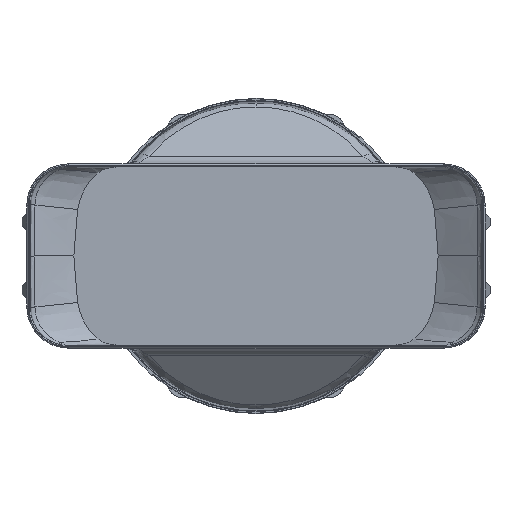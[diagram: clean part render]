
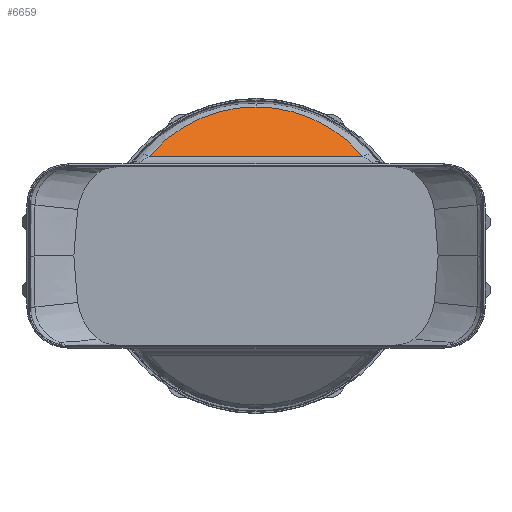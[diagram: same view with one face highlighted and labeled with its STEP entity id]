
A CAD part, left-side view. The second image highlights one B-rep face of the part: STEP entity #6659.
In plain terms, the highlighted planar face has unit normal (-0.779, 0, 0.627).
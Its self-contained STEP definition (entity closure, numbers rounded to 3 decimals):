
#6631=AXIS2_PLACEMENT_3D('Plane Axis2P3D',#6628,#6629,#6630) ;
#465=CARTESIAN_POINT('Line Origine',(2.971,3.607,48.39)) ;
#469=CARTESIAN_POINT('Vertex',(2.971,51.835,48.39)) ;
#471=CARTESIAN_POINT('Vertex',(2.971,-51.835,48.39)) ;
#630=CARTESIAN_POINT('Vertex',(22.198,0.,72.27)) ;
#675=CARTESIAN_POINT('Control Point',(2.971,51.835,48.39)) ;
#676=CARTESIAN_POINT('Control Point',(4.303,50.421,50.044)) ;
#677=CARTESIAN_POINT('Control Point',(6.884,47.406,53.25)) ;
#678=CARTESIAN_POINT('Control Point',(11.275,41.167,58.704)) ;
#679=CARTESIAN_POINT('Control Point',(15.793,32.702,64.315)) ;
#680=CARTESIAN_POINT('Control Point',(19.049,23.403,68.359)) ;
#681=CARTESIAN_POINT('Control Point',(20.842,15.475,70.586)) ;
#682=CARTESIAN_POINT('Control Point',(21.753,9.376,71.718)) ;
#683=CARTESIAN_POINT('Control Point',(22.14,4.185,72.197)) ;
#684=CARTESIAN_POINT('Control Point',(22.198,1.051,72.27)) ;
#685=CARTESIAN_POINT('Control Point',(22.198,0.,72.27)) ;
#6628=CARTESIAN_POINT('Axis2P3D Location',(0.,0.,44.7)) ;
#6635=CARTESIAN_POINT('Control Point',(2.971,-51.835,48.39)) ;
#6636=CARTESIAN_POINT('Control Point',(4.564,-50.144,50.369)) ;
#6637=CARTESIAN_POINT('Control Point',(6.109,-48.34,52.287)) ;
#6638=CARTESIAN_POINT('Control Point',(7.599,-46.424,54.138)) ;
#6639=CARTESIAN_POINT('Control Point',(10.175,-42.767,57.337)) ;
#6640=CARTESIAN_POINT('Control Point',(12.524,-38.753,60.255)) ;
#6641=CARTESIAN_POINT('Control Point',(13.522,-36.895,61.494)) ;
#6642=CARTESIAN_POINT('Control Point',(15.359,-33.146,63.776)) ;
#6643=CARTESIAN_POINT('Control Point',(16.975,-29.151,65.783)) ;
#6644=CARTESIAN_POINT('Control Point',(17.706,-27.149,66.69)) ;
#6645=CARTESIAN_POINT('Control Point',(19.016,-23.137,68.317)) ;
#6646=CARTESIAN_POINT('Control Point',(20.079,-18.948,69.638)) ;
#6647=CARTESIAN_POINT('Control Point',(20.537,-16.856,70.207)) ;
#6648=CARTESIAN_POINT('Control Point',(21.381,-12.293,71.255)) ;
#6649=CARTESIAN_POINT('Control Point',(21.912,-7.614,71.914)) ;
#6650=CARTESIAN_POINT('Control Point',(22.102,-5.084,72.151)) ;
#6651=CARTESIAN_POINT('Control Point',(22.198,-2.542,72.27)) ;
#6652=CARTESIAN_POINT('Control Point',(22.198,0.,72.27)) ;
#466=DIRECTION('Vector Direction',(0.,1.,0.)) ;
#6629=DIRECTION('Axis2P3D Direction',(0.779,0.,-0.627)) ;
#6630=DIRECTION('Axis2P3D XDirection',(0.,-1.,0.)) ;
#467=VECTOR('Line Direction',#466,1.) ;
#6655=ORIENTED_EDGE('',*,*,#686,.F.) ;
#6656=ORIENTED_EDGE('',*,*,#473,.T.) ;
#6657=ORIENTED_EDGE('',*,*,#6653,.T.) ;
#6659=ADVANCED_FACE('4051020 P-MAS 150 Maueranschlussstutzen_vereinfacht',(#6658),#6632,.F.) ;
#674=B_SPLINE_CURVE_WITH_KNOTS('',3,(#675,#676,#677,#678,#679,#680,#681,#682,#683,#684,#685),.UNSPECIFIED.,.F.,.U.,(4,1,1,1,1,1,1,1,4),(31.015,38.884,46.753,60.022,73.291,79.841,86.391,92.941,96.243),.UNSPECIFIED.) ;
#6634=B_SPLINE_CURVE_WITH_KNOTS('',5,(#6635,#6636,#6637,#6638,#6639,#6640,#6641,#6642,#6643,#6644,#6645,#6646,#6647,#6648,#6649,#6650,#6651,#6652),.UNSPECIFIED.,.F.,.U.,(6,3,3,3,3,6),(0.,21.47,38.719,55.066,70.72,88.777),.UNSPECIFIED.) ;
#473=EDGE_CURVE('',#470,#472,#468,.F.) ;
#686=EDGE_CURVE('',#470,#631,#674,.T.) ;
#6653=EDGE_CURVE('',#472,#631,#6634,.T.) ;
#6654=EDGE_LOOP('',(#6655,#6656,#6657)) ;
#6658=FACE_OUTER_BOUND('',#6654,.T.) ;
#468=LINE('Line',#465,#467) ;
#6632=PLANE('',#6631) ;
#470=VERTEX_POINT('',#469) ;
#472=VERTEX_POINT('',#471) ;
#631=VERTEX_POINT('',#630) ;
